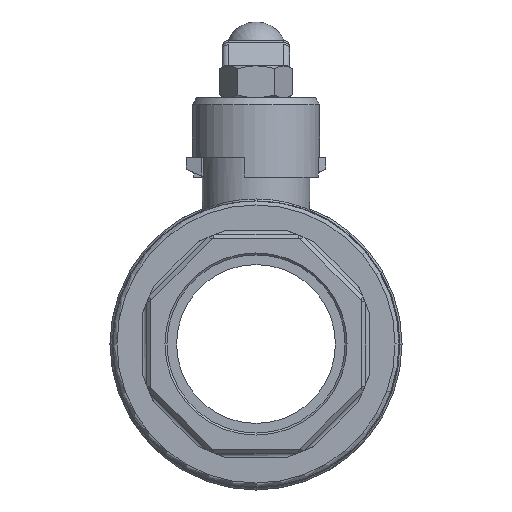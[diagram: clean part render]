
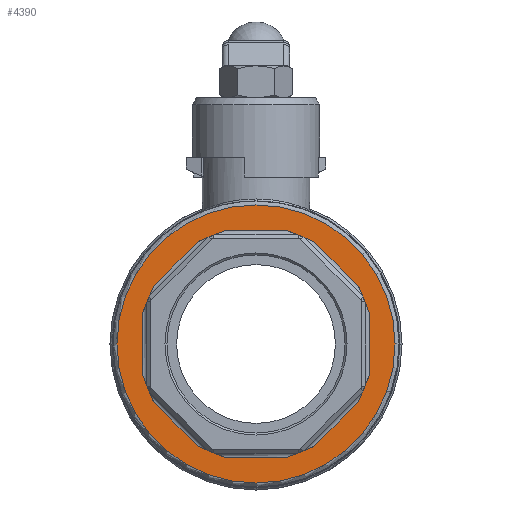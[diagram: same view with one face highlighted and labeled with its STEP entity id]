
A CAD part, front view. The second image highlights one B-rep face of the part: STEP entity #4390.
In plain terms, the highlighted planar face has unit normal (0, -1, 0).
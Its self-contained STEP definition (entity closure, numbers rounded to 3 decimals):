
#107=PLANE('',#4632);
#324=LINE('',#6138,#594);
#325=LINE('',#6141,#595);
#326=LINE('',#6143,#596);
#327=LINE('',#6145,#597);
#328=LINE('',#6147,#598);
#329=LINE('',#6149,#599);
#330=LINE('',#6151,#600);
#331=LINE('',#6153,#601);
#332=LINE('',#6155,#602);
#333=LINE('',#6157,#603);
#334=LINE('',#6159,#604);
#335=LINE('',#6161,#605);
#336=LINE('',#6163,#606);
#337=LINE('',#6165,#607);
#338=LINE('',#6167,#608);
#339=LINE('',#6169,#609);
#594=VECTOR('',#5100,1000.);
#595=VECTOR('',#5101,1000.);
#596=VECTOR('',#5102,1000.);
#597=VECTOR('',#5103,1000.);
#598=VECTOR('',#5104,1000.);
#599=VECTOR('',#5105,1000.);
#600=VECTOR('',#5106,1000.);
#601=VECTOR('',#5107,1000.);
#602=VECTOR('',#5108,1000.);
#603=VECTOR('',#5109,1000.);
#604=VECTOR('',#5110,1000.);
#605=VECTOR('',#5111,1000.);
#606=VECTOR('',#5112,1000.);
#607=VECTOR('',#5113,1000.);
#608=VECTOR('',#5114,1000.);
#609=VECTOR('',#5115,1000.);
#1058=ORIENTED_EDGE('',*,*,#2027,.T.);
#1059=ORIENTED_EDGE('',*,*,#2028,.T.);
#1060=ORIENTED_EDGE('',*,*,#2029,.T.);
#1061=ORIENTED_EDGE('',*,*,#2030,.T.);
#1062=ORIENTED_EDGE('',*,*,#2031,.T.);
#1063=ORIENTED_EDGE('',*,*,#2032,.T.);
#1064=ORIENTED_EDGE('',*,*,#2033,.T.);
#1065=ORIENTED_EDGE('',*,*,#2034,.T.);
#1066=ORIENTED_EDGE('',*,*,#2035,.T.);
#1067=ORIENTED_EDGE('',*,*,#2036,.T.);
#1068=ORIENTED_EDGE('',*,*,#2037,.T.);
#1069=ORIENTED_EDGE('',*,*,#2038,.T.);
#1070=ORIENTED_EDGE('',*,*,#2039,.T.);
#1071=ORIENTED_EDGE('',*,*,#2040,.T.);
#1072=ORIENTED_EDGE('',*,*,#2041,.T.);
#1073=ORIENTED_EDGE('',*,*,#2042,.T.);
#1074=ORIENTED_EDGE('',*,*,#2043,.T.);
#2027=EDGE_CURVE('',#2521,#2521,#2790,.F.);
#2028=EDGE_CURVE('',#2522,#2523,#324,.T.);
#2029=EDGE_CURVE('',#2523,#2524,#325,.F.);
#2030=EDGE_CURVE('',#2524,#2525,#326,.T.);
#2031=EDGE_CURVE('',#2525,#2526,#327,.F.);
#2032=EDGE_CURVE('',#2526,#2527,#328,.T.);
#2033=EDGE_CURVE('',#2527,#2528,#329,.F.);
#2034=EDGE_CURVE('',#2528,#2529,#330,.T.);
#2035=EDGE_CURVE('',#2529,#2530,#331,.F.);
#2036=EDGE_CURVE('',#2530,#2531,#332,.T.);
#2037=EDGE_CURVE('',#2531,#2532,#333,.F.);
#2038=EDGE_CURVE('',#2532,#2533,#334,.T.);
#2039=EDGE_CURVE('',#2533,#2534,#335,.F.);
#2040=EDGE_CURVE('',#2534,#2535,#336,.T.);
#2041=EDGE_CURVE('',#2535,#2536,#337,.F.);
#2042=EDGE_CURVE('',#2536,#2537,#338,.T.);
#2043=EDGE_CURVE('',#2537,#2522,#339,.F.);
#2521=VERTEX_POINT('',#6137);
#2522=VERTEX_POINT('',#6139);
#2523=VERTEX_POINT('',#6140);
#2524=VERTEX_POINT('',#6142);
#2525=VERTEX_POINT('',#6144);
#2526=VERTEX_POINT('',#6146);
#2527=VERTEX_POINT('',#6148);
#2528=VERTEX_POINT('',#6150);
#2529=VERTEX_POINT('',#6152);
#2530=VERTEX_POINT('',#6154);
#2531=VERTEX_POINT('',#6156);
#2532=VERTEX_POINT('',#6158);
#2533=VERTEX_POINT('',#6160);
#2534=VERTEX_POINT('',#6162);
#2535=VERTEX_POINT('',#6164);
#2536=VERTEX_POINT('',#6166);
#2537=VERTEX_POINT('',#6168);
#2790=CIRCLE('',#4633,35.);
#2901=EDGE_LOOP('',(#1058));
#2902=EDGE_LOOP('',(#1059,#1060,#1061,#1062,#1063,#1064,#1065,#1066,#1067,
#1068,#1069,#1070,#1071,#1072,#1073,#1074));
#3142=FACE_BOUND('',#2901,.T.);
#3143=FACE_BOUND('',#2902,.T.);
#4390=ADVANCED_FACE('',(#3142,#3143),#107,.F.);
#4632=AXIS2_PLACEMENT_3D('',#6135,#5096,#5097);
#4633=AXIS2_PLACEMENT_3D('',#6136,#5098,#5099);
#5096=DIRECTION('',(0.,1.,0.));
#5097=DIRECTION('',(0.,0.,1.));
#5098=DIRECTION('',(0.,1.,0.));
#5099=DIRECTION('',(0.,0.,1.));
#5100=DIRECTION('',(0.,0.,-1.));
#5101=DIRECTION('',(0.383,0.,0.924));
#5102=DIRECTION('',(-0.707,0.,-0.707));
#5103=DIRECTION('',(0.924,0.,0.383));
#5104=DIRECTION('',(-1.,0.,0.));
#5105=DIRECTION('',(0.924,0.,-0.383));
#5106=DIRECTION('',(-0.707,0.,0.707));
#5107=DIRECTION('',(0.383,0.,-0.924));
#5108=DIRECTION('',(0.,0.,1.));
#5109=DIRECTION('',(-0.383,0.,-0.924));
#5110=DIRECTION('',(0.707,0.,0.707));
#5111=DIRECTION('',(-0.924,0.,-0.383));
#5112=DIRECTION('',(1.,0.,0.));
#5113=DIRECTION('',(-0.924,0.,0.383));
#5114=DIRECTION('',(0.707,0.,-0.707));
#5115=DIRECTION('',(-0.383,0.,0.924));
#6135=CARTESIAN_POINT('',(0.,36.5,0.));
#6136=CARTESIAN_POINT('',(0.,36.5,0.));
#6137=CARTESIAN_POINT('',(0.,36.5,35.));
#6138=CARTESIAN_POINT('',(28.5,36.5,-11.391));
#6139=CARTESIAN_POINT('',(28.5,36.5,7.977));
#6140=CARTESIAN_POINT('',(28.5,36.5,-7.977));
#6141=CARTESIAN_POINT('',(27.146,36.5,-11.244));
#6142=CARTESIAN_POINT('',(25.793,36.5,-14.512));
#6143=CARTESIAN_POINT('',(12.098,36.5,-28.207));
#6144=CARTESIAN_POINT('',(14.512,36.5,-25.793));
#6145=CARTESIAN_POINT('',(11.244,36.5,-27.146));
#6146=CARTESIAN_POINT('',(7.977,36.5,-28.5));
#6147=CARTESIAN_POINT('',(-11.391,36.5,-28.5));
#6148=CARTESIAN_POINT('',(-7.977,36.5,-28.5));
#6149=CARTESIAN_POINT('',(-11.244,36.5,-27.146));
#6150=CARTESIAN_POINT('',(-14.512,36.5,-25.793));
#6151=CARTESIAN_POINT('',(-28.207,36.5,-12.098));
#6152=CARTESIAN_POINT('',(-25.793,36.5,-14.512));
#6153=CARTESIAN_POINT('',(-27.146,36.5,-11.244));
#6154=CARTESIAN_POINT('',(-28.5,36.5,-7.977));
#6155=CARTESIAN_POINT('',(-28.5,36.5,11.391));
#6156=CARTESIAN_POINT('',(-28.5,36.5,7.977));
#6157=CARTESIAN_POINT('',(-27.146,36.5,11.244));
#6158=CARTESIAN_POINT('',(-25.793,36.5,14.512));
#6159=CARTESIAN_POINT('',(-12.098,36.5,28.207));
#6160=CARTESIAN_POINT('',(-14.512,36.5,25.793));
#6161=CARTESIAN_POINT('',(-11.244,36.5,27.146));
#6162=CARTESIAN_POINT('',(-7.977,36.5,28.5));
#6163=CARTESIAN_POINT('',(11.391,36.5,28.5));
#6164=CARTESIAN_POINT('',(7.977,36.5,28.5));
#6165=CARTESIAN_POINT('',(11.244,36.5,27.146));
#6166=CARTESIAN_POINT('',(14.512,36.5,25.793));
#6167=CARTESIAN_POINT('',(28.207,36.5,12.098));
#6168=CARTESIAN_POINT('',(25.793,36.5,14.512));
#6169=CARTESIAN_POINT('',(27.146,36.5,11.244));
